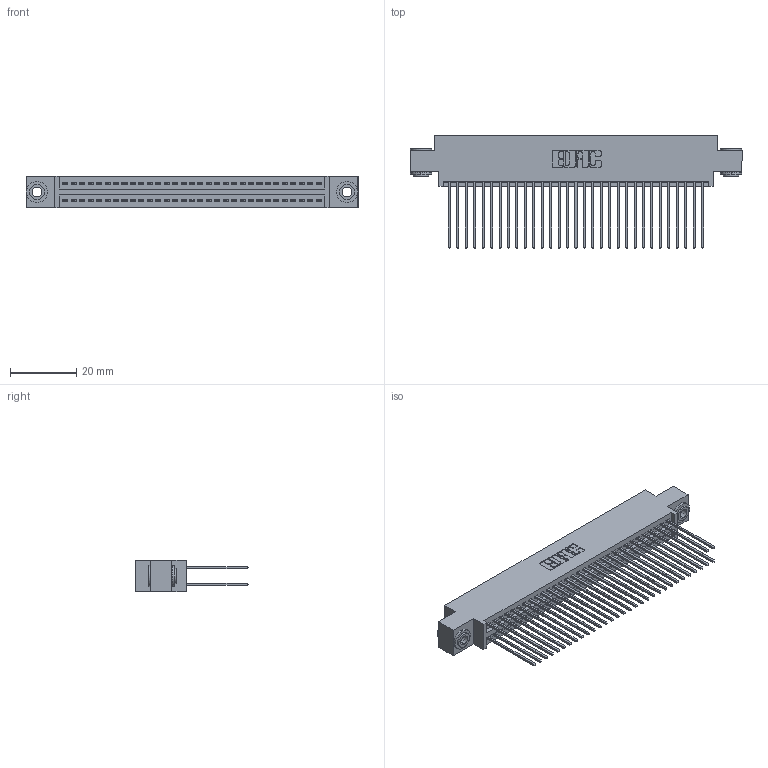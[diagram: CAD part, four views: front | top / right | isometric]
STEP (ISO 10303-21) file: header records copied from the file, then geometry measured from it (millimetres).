
FILE_DESCRIPTION (( 'STEP AP203' ), '1' );
FILE_NAME ('345-062-541-803.STEP', '2018-09-27T15:06:07', ( '' ), ( '' ), 'SwSTEP 2.0', 'SolidWorks 2016', '' );
FILE_SCHEMA (( 'CONFIG_CONTROL_DESIGN' ));
Length unit declared in the file: inch
Products named in the file (4): 345-062-541-803; 345 Part_0.170 Offset - 0.156 Dia-TH; 345-292-001_345-293-141; 345-250-002_345-250-002-102
Assembly tree (65 placements, depth 2):
  345-062-541-803
    345 Part_0.170 Offset - 0.156 Dia-TH
    345-292-001_345-293-141  x62
    345-250-002_345-250-002-102  x2
Bounding box: 99.95 x 33.96 x 9.4 mm (x, y, z)
Volume: 9868.7 mm3; surface area: 16395.1 mm2
Topology: 65 solids, 65 shells, 3268 faces, 9667 edges, 6358 vertices
Faces by surface type: plane 2140, cylinder 1120, cone 8
Entity records: 26604 total; most frequent: CARTESIAN_POINT 4447, ORIENTED_EDGE 4374, DIRECTION 3965, EDGE_CURVE 2187, VECTOR 1907, LINE 1907, VERTEX_POINT 1454, AXIS2_PLACEMENT_3D 1029
